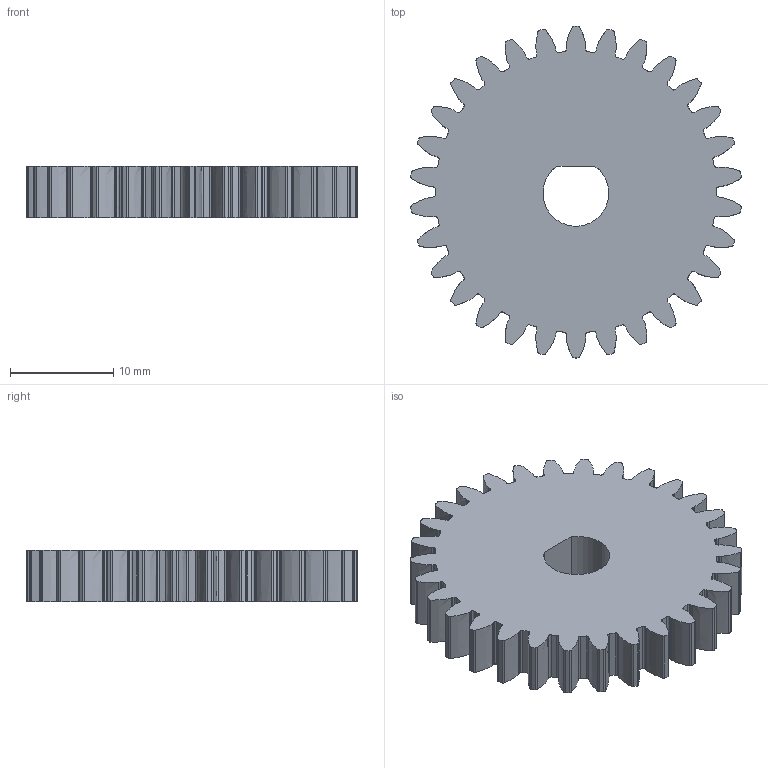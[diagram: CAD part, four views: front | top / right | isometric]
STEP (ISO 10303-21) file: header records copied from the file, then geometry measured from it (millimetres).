
FILE_DESCRIPTION(/* description */ (''),/* implementation_level */ '2;1');
FILE_NAME(/* name */ 'gear 1.stp',/* time_stamp */ '2025-05-15T11:52:40+02:00',/* author */ (''),/* organization */ (''),/* preprocessor_version */ 'ST-DEVELOPER v20',/* originating_system */ 'SIEMENS PLM Software NX2312.4001',/* authorisation */ '');
FILE_SCHEMA (('AUTOMOTIVE_DESIGN { 1 0 10303 214 3 1 1 1 }'));
Length unit declared in the file: millimetre
Products named in the file (1): gear 1
Bounding box: 32.06 x 32.2 x 5 mm (x, y, z)
Volume: 3330.8 mm3; surface area: 2420 mm2
Topology: 1 solids, 1 shells, 364 faces, 1086 edges, 724 vertices
Faces by surface type: plane 123, cylinder 121, extrusion 120
Entity records: 13380 total; most frequent: CARTESIAN_POINT 3975, ORIENTED_EDGE 2172, DIRECTION 1698, EDGE_CURVE 1086, VERTEX_POINT 724, VECTOR 724, LINE 604, AXIS2_PLACEMENT_3D 487
